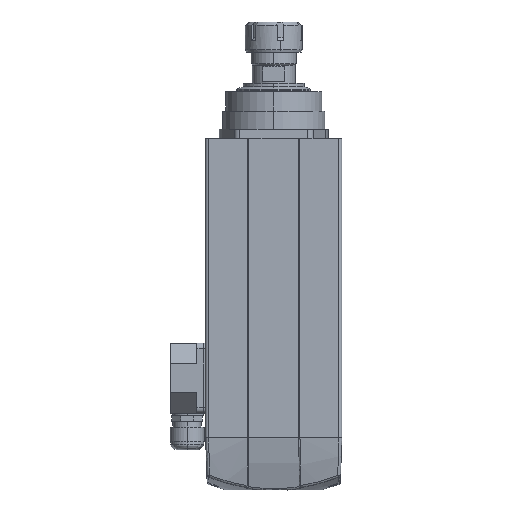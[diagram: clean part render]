
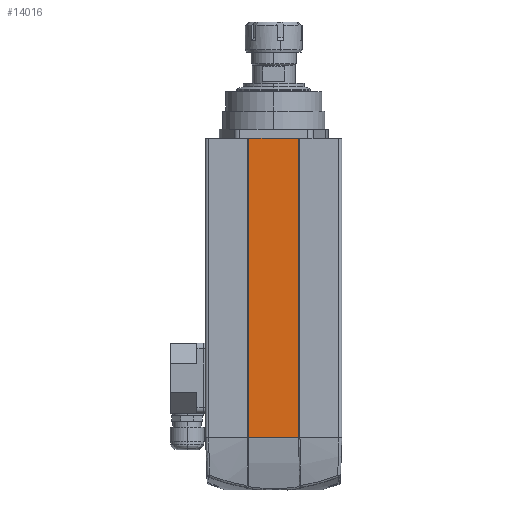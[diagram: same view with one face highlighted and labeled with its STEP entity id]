
A CAD part, left-side view. The second image highlights one B-rep face of the part: STEP entity #14016.
In plain terms, the highlighted planar face has unit normal (-1, 0, 0).
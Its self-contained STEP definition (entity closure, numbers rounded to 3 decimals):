
#1221 = VERTEX_POINT ( 'NONE', #24634 ) ;
#2122 = EDGE_LOOP ( 'NONE', ( #18883, #5786, #21262, #7502 ) ) ;
#3036 = VECTOR ( 'NONE', #4533, 1000. ) ;
#4533 = DIRECTION ( 'NONE',  ( 0., -1., 0. ) ) ;
#5433 = VERTEX_POINT ( 'NONE', #31384 ) ;
#5481 = VECTOR ( 'NONE', #21761, 1000. ) ;
#5786 = ORIENTED_EDGE ( 'NONE', *, *, #29821, .F. ) ;
#6279 = LINE ( 'NONE', #24619, #5481 ) ;
#7023 = AXIS2_PLACEMENT_3D ( 'NONE', #29493, #11495, #18952 ) ;
#7502 = ORIENTED_EDGE ( 'NONE', *, *, #22155, .T. ) ;
#8962 = CARTESIAN_POINT ( 'NONE',  ( -11419.438, -7642.289, 264. ) ) ;
#9940 = LINE ( 'NONE', #16283, #24262 ) ;
#11477 = DIRECTION ( 'NONE',  ( 0., 0., -1. ) ) ;
#11495 = DIRECTION ( 'NONE',  ( 1., 0., 0. ) ) ;
#12046 = EDGE_CURVE ( 'NONE', #1221, #23240, #6279, .T. ) ;
#14016 = ADVANCED_FACE ( 'NONE', ( #18396 ), #24175, .F. ) ;
#14985 = CARTESIAN_POINT ( 'NONE',  ( -11419.438, 0., 264. ) ) ;
#16283 = CARTESIAN_POINT ( 'NONE',  ( -11419.438, -7642.289, 264. ) ) ;
#16884 = CARTESIAN_POINT ( 'NONE',  ( -11419.438, 0., 0. ) ) ;
#17563 = LINE ( 'NONE', #16884, #29503 ) ;
#17716 = CARTESIAN_POINT ( 'NONE',  ( -11419.438, -7598.289, 264. ) ) ;
#18396 = FACE_OUTER_BOUND ( 'NONE', #2122, .T. ) ;
#18883 = ORIENTED_EDGE ( 'NONE', *, *, #24947, .F. ) ;
#18904 = LINE ( 'NONE', #14985, #3036 ) ;
#18952 = DIRECTION ( 'NONE',  ( 0., 0., -1. ) ) ;
#21262 = ORIENTED_EDGE ( 'NONE', *, *, #12046, .F. ) ;
#21761 = DIRECTION ( 'NONE',  ( 0., 0., 1. ) ) ;
#22155 = EDGE_CURVE ( 'NONE', #1221, #5433, #17563, .T. ) ;
#22586 = VERTEX_POINT ( 'NONE', #8962 ) ;
#23240 = VERTEX_POINT ( 'NONE', #17716 ) ;
#24175 = PLANE ( 'NONE',  #7023 ) ;
#24262 = VECTOR ( 'NONE', #11477, 1000. ) ;
#24619 = CARTESIAN_POINT ( 'NONE',  ( -11419.438, -7598.289, 264. ) ) ;
#24634 = CARTESIAN_POINT ( 'NONE',  ( -11419.438, -7598.289, 0. ) ) ;
#24947 = EDGE_CURVE ( 'NONE', #22586, #5433, #9940, .T. ) ;
#27185 = DIRECTION ( 'NONE',  ( 0., -1., 0. ) ) ;
#29493 = CARTESIAN_POINT ( 'NONE',  ( -11419.438, 0., 264. ) ) ;
#29503 = VECTOR ( 'NONE', #27185, 1000. ) ;
#29821 = EDGE_CURVE ( 'NONE', #23240, #22586, #18904, .T. ) ;
#31384 = CARTESIAN_POINT ( 'NONE',  ( -11419.438, -7642.289, 0. ) ) ;
